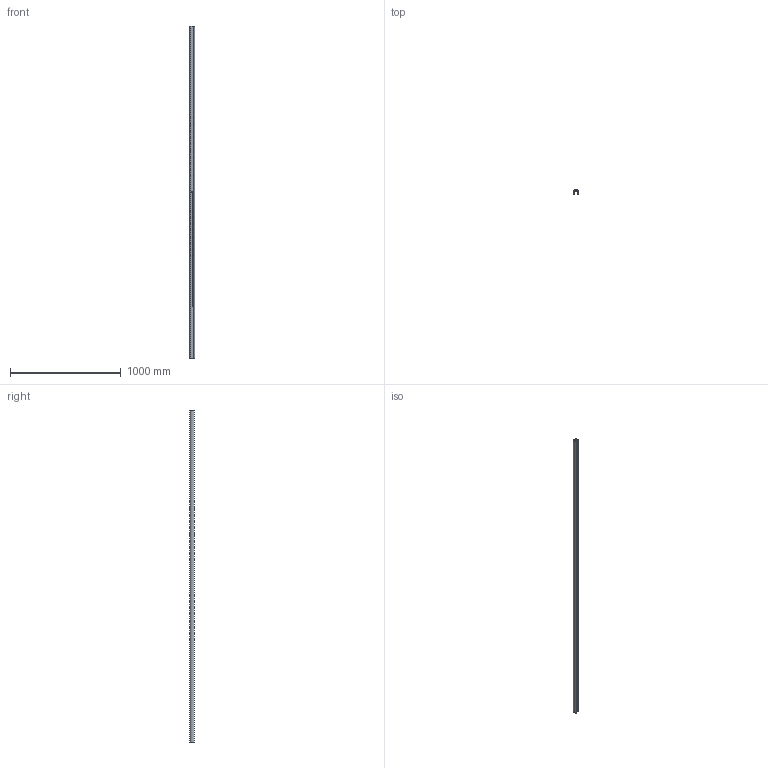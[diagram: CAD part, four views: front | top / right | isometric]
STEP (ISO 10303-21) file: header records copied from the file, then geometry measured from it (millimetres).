
FILE_DESCRIPTION (( 'STEP AP203' ), '1' );
FILE_NAME ('60331-V4A3M.step', '2022-06-27T14:25:04', ( '' ), ( '' ), 'SwSTEP 2.0', 'SolidWorks 2018', '' );
FILE_SCHEMA (( 'CONFIG_CONTROL_DESIGN' ));
Length unit declared in the file: millimetre
Products named in the file (1): 60331-V4A3M
Bounding box: 48.24 x 41.94 x 3000 mm (x, y, z)
Volume: 906948.8 mm3; surface area: 1209884.7 mm2
Topology: 1 solids, 1 shells, 315 faces, 858 edges, 572 vertices
Faces by surface type: plane 177, bspline 128, cylinder 10
Entity records: 15841 total; most frequent: CARTESIAN_POINT 8650, ORIENTED_EDGE 1716, DIRECTION 998, EDGE_CURVE 858, VECTOR 582, LINE 582, VERTEX_POINT 572, EDGE_LOOP 344
